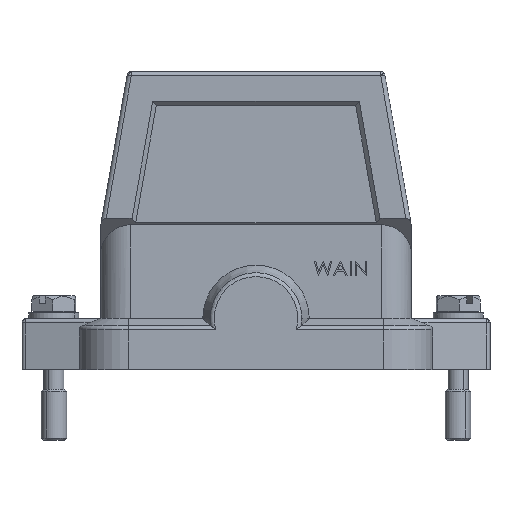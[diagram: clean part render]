
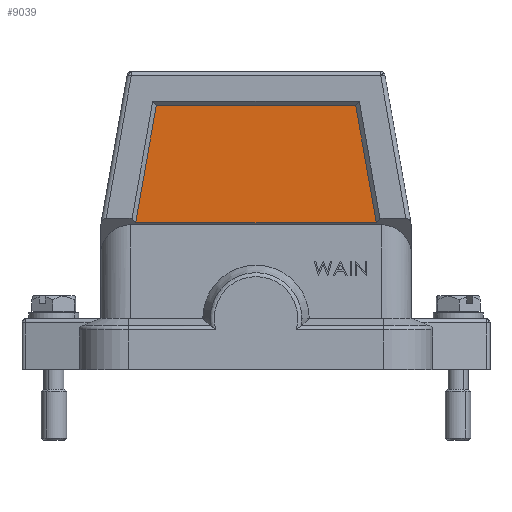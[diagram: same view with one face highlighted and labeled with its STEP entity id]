
A CAD part, top view. The second image highlights one B-rep face of the part: STEP entity #9039.
In plain terms, the highlighted planar face has unit normal (0, 0, 1).
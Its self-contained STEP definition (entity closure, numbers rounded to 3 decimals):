
#2129=DIRECTION('',(0.174,-0.985,0.));
#2130=VECTOR('',#2129,27.924);
#2131=CARTESIAN_POINT('',(23.439,62.,22.));
#2132=LINE('',#2131,#2130);
#2137=DIRECTION('',(1.,0.,0.));
#2138=VECTOR('',#2137,56.577);
#2139=CARTESIAN_POINT('',(-28.288,34.5,22.));
#2140=LINE('',#2139,#2138);
#2149=DIRECTION('',(0.174,0.985,0.));
#2150=VECTOR('',#2149,27.924);
#2151=CARTESIAN_POINT('',(-28.288,34.5,22.));
#2152=LINE('',#2151,#2150);
#2157=DIRECTION('',(1.,0.,0.));
#2158=VECTOR('',#2157,46.879);
#2159=CARTESIAN_POINT('',(-23.439,62.,22.));
#2160=LINE('',#2159,#2158);
#5577=CARTESIAN_POINT('',(-28.288,34.5,22.));
#5578=CARTESIAN_POINT('',(28.288,34.5,22.));
#5579=VERTEX_POINT('',#5577);
#5580=VERTEX_POINT('',#5578);
#5606=CARTESIAN_POINT('',(23.439,62.,22.));
#5607=VERTEX_POINT('',#5606);
#5608=CARTESIAN_POINT('',(-23.439,62.,22.));
#5609=VERTEX_POINT('',#5608);
#9026=CARTESIAN_POINT('',(0.,0.,22.));
#9027=DIRECTION('',(0.,0.,1.));
#9028=DIRECTION('',(1.,0.,0.));
#9029=AXIS2_PLACEMENT_3D('',#9026,#9027,#9028);
#9030=PLANE('',#9029);
#9031=ORIENTED_EDGE('',*,*,#8069,.F.);
#9033=ORIENTED_EDGE('',*,*,#9032,.T.);
#9035=ORIENTED_EDGE('',*,*,#9034,.T.);
#9036=ORIENTED_EDGE('',*,*,#9017,.T.);
#9037=EDGE_LOOP('',(#9031,#9033,#9035,#9036));
#9038=FACE_OUTER_BOUND('',#9037,.F.);
#9039=ADVANCED_FACE('',(#9038),#9030,.T.);
#8069=EDGE_CURVE('',#5579,#5580,#2140,.T.);
#9017=EDGE_CURVE('',#5607,#5580,#2132,.T.);
#9032=EDGE_CURVE('',#5579,#5609,#2152,.T.);
#9034=EDGE_CURVE('',#5609,#5607,#2160,.T.);
